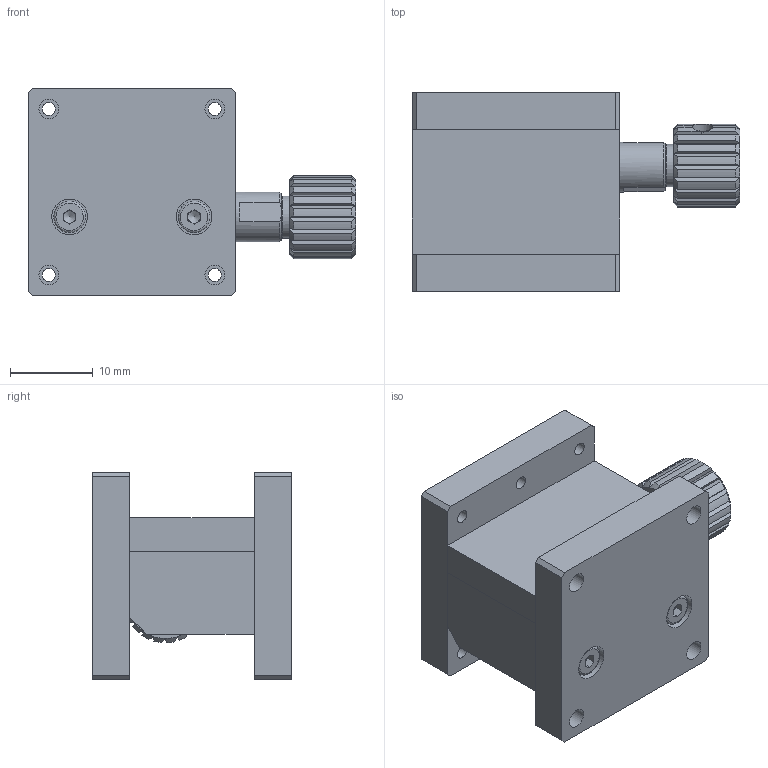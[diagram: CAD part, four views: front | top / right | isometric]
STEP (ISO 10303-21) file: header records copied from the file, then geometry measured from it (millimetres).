
FILE_DESCRIPTION (( 'STEP AP203' ), '1' );
FILE_NAME ('528812.STEP', '2024-10-15T06:58:55', ( 'Windows User' ), ( 'P R C' ), 'SwSTEP 2.0', 'SolidWorks 2020', '' );
FILE_SCHEMA (( 'CONFIG_CONTROL_DESIGN' ));
Products named in the file (1): 528812
Bounding box: 39.5 x 24 x 25 mm (x, y, z)
Volume: 10935.1 mm3; surface area: 9302 mm2
Topology: 13 solids, 13 shells, 443 faces, 1082 edges, 679 vertices
Faces by surface type: plane 271, cylinder 80, cone 66, bspline 26
Full cylindrical faces by diameter (mm): 1.567 x8, 1.6 x5, 2 x5, 2.4 x9, 2.5 x4, 3.8 x5, 4 x1, 4.3 x6, 4.4 x3, 4.5 x2, 5.094 x1, 6 x1
Entity records: 65952 total; most frequent: CARTESIAN_POINT 56341, ORIENTED_EDGE 1930, DIRECTION 1864, EDGE_CURVE 965, AXIS2_PLACEMENT_3D 677, VERTEX_POINT 642, EDGE_LOOP 577, LINE 510
